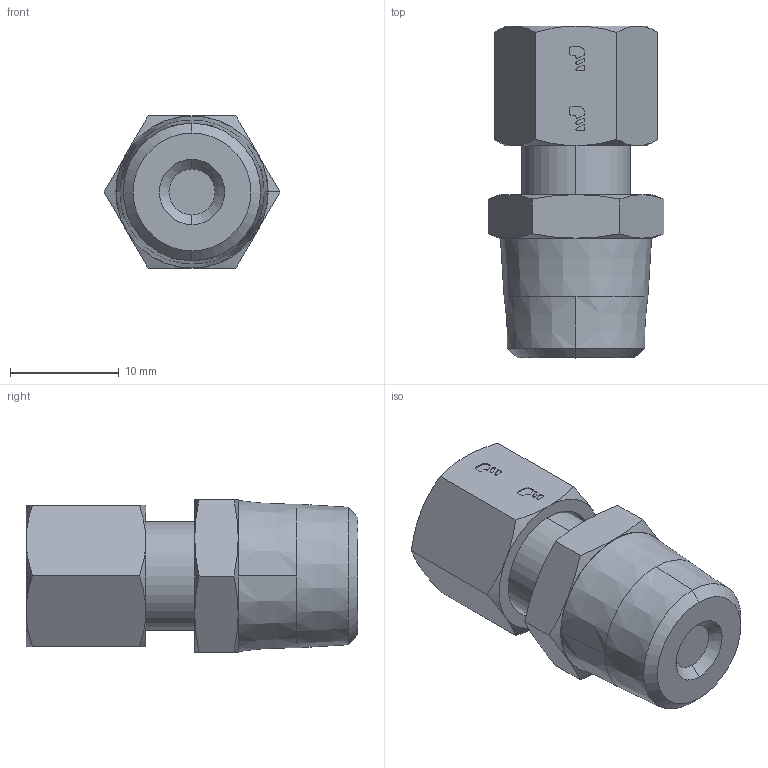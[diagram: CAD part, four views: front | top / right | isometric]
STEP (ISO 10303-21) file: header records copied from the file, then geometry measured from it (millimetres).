
FILE_DESCRIPTION(('STEP AP214'),'1');
FILE_NAME('1805_06_14.stp','2016-07-07T14:24:32',('TraceParts'),('TraceParts S.A.'),'Spatial InterOp 3D',' ',' ');
FILE_SCHEMA(('automotive_design'));
Length unit declared in the file: millimetre
Products named in the file (3): bouchon-1-solid1; olive-1-solid1; corps-1-solid1
Bounding box: 16.17 x 30.5 x 14 mm (x, y, z)
Volume: 3599.5 mm3; surface area: 2611.2 mm2
Topology: 3 solids, 3 shells, 285 faces, 742 edges, 476 vertices
Faces by surface type: plane 177, cone 54, cylinder 48, bspline 6
Entity records: 11109 total; most frequent: CARTESIAN_POINT 1746, ORIENTED_EDGE 1484, DIRECTION 1422, EDGE_CURVE 742, LINE 526, VECTOR 526, VERTEX_POINT 476, AXIS2_PLACEMENT_3D 448
